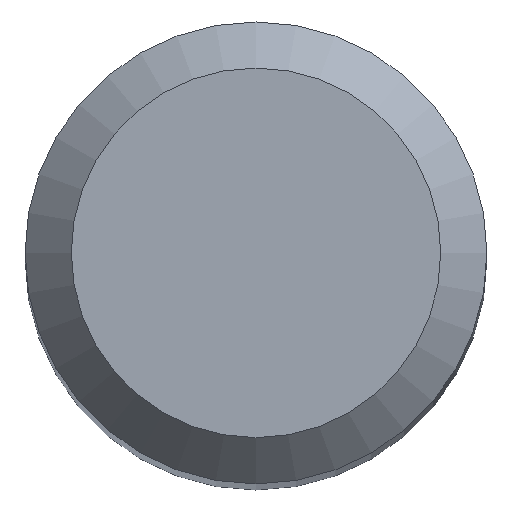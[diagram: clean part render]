
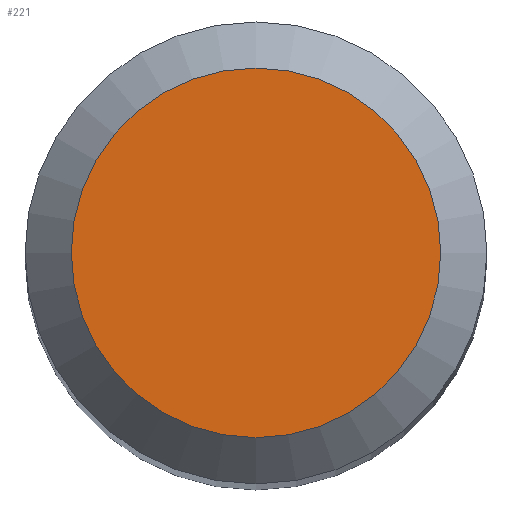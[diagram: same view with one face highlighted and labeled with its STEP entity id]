
A CAD part, top view. The second image highlights one B-rep face of the part: STEP entity #221.
In plain terms, the highlighted planar face has unit normal (0, 0, 1).
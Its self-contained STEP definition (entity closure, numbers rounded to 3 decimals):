
#8 = AXIS2_PLACEMENT_3D ( 'NONE', #17, #151, #166 ) ;
#17 = CARTESIAN_POINT ( 'NONE',  ( 0., 0., 38. ) ) ;
#20 = CIRCLE ( 'NONE', #8, 1.6 ) ;
#36 = AXIS2_PLACEMENT_3D ( 'NONE', #153, #112, #135 ) ;
#78 = CARTESIAN_POINT ( 'NONE',  ( 1.6, 0., 38. ) ) ;
#112 = DIRECTION ( 'NONE',  ( 0., 0., 1. ) ) ;
#114 = VERTEX_POINT ( 'NONE', #78 ) ;
#123 = EDGE_LOOP ( 'NONE', ( #160 ) ) ;
#135 = DIRECTION ( 'NONE',  ( 1., 0., 0. ) ) ;
#139 = PLANE ( 'NONE',  #36 ) ;
#151 = DIRECTION ( 'NONE',  ( 0., 0., 1. ) ) ;
#153 = CARTESIAN_POINT ( 'NONE',  ( 0., 0., 38. ) ) ;
#160 = ORIENTED_EDGE ( 'NONE', *, *, #210, .T. ) ;
#166 = DIRECTION ( 'NONE',  ( 1., 0., 0. ) ) ;
#210 = EDGE_CURVE ( 'NONE', #114, #114, #20, .T. ) ;
#221 = ADVANCED_FACE ( 'NONE', ( #222 ), #139, .T. ) ;
#222 = FACE_OUTER_BOUND ( 'NONE', #123, .T. ) ;
